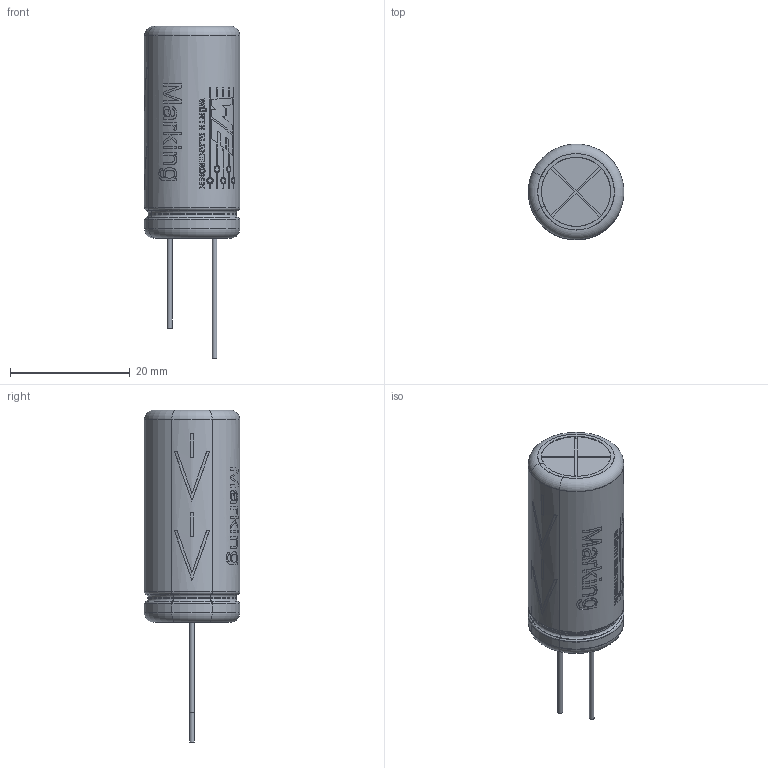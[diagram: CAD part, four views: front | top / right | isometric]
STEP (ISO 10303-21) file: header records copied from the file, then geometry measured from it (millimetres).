
FILE_DESCRIPTION( ( 'Unknown' ), '1' );
FILE_NAME( '16x35.5x7.5x0.8.stp', 'Unknown', ( 'Unknown' ), ( 'Unknown' ), 'PSStep 21.0.46', 'Unknown', ' ' );
FILE_SCHEMA( ( 'AUTOMOTIVE_DESIGN { 1 0 10303 214 1 1 1 1 }' ) );
Length unit declared in the file: millimetre
Products named in the file (2): 1; 2
Bounding box: 15.96 x 15.94 x 55.5 mm (x, y, z)
Volume: 7006.7 mm3; surface area: 6323.1 mm2
Topology: 2 solids, 3 shells, 515 faces, 1296 edges, 859 vertices
Faces by surface type: plane 277, bspline 127, cylinder 87, torus 24
Full cylindrical faces by diameter (mm): 0.8 x2, 1.778 x1, 2.222 x1, 3.556 x1, 4 x1, 6.222 x1, 6.667 x1, 8.889 x1, 9.333 x1, 10.667 x1, 11.111 x1, 11.556 x2, 12.799 x2, 14.587 x1, 14.607 x1, 15.78 x2, 15.8 x2
Entity records: 28609 total; most frequent: CARTESIAN_POINT 12905, ORIENTED_EDGE 2498, DIRECTION 2048, EDGE_CURVE 1249, VERTEX_POINT 855, AXIS2_PLACEMENT_3D 689, LINE 670, VECTOR 670
